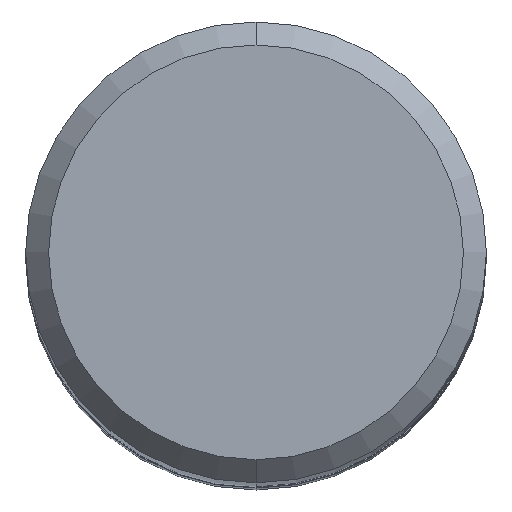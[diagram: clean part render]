
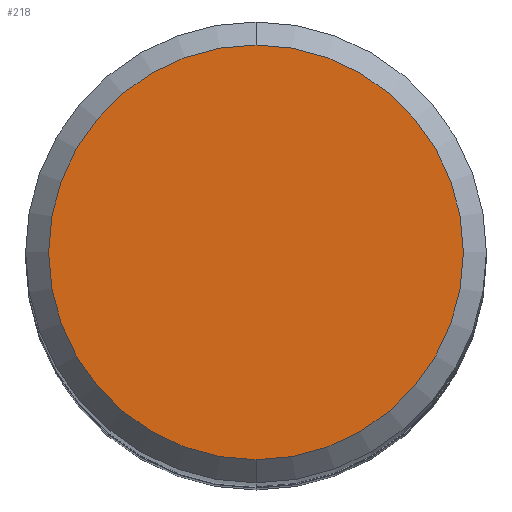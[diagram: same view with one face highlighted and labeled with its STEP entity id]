
A CAD part, top view. The second image highlights one B-rep face of the part: STEP entity #218.
In plain terms, the highlighted planar face has unit normal (0, 0, 1).
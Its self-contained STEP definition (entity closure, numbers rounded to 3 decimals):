
#170=EDGE_CURVE('',#254,#248,#351,.T.);
#192=EDGE_CURVE('',#248,#254,#377,.T.);
#218=ADVANCED_FACE('',(#408),#409,.T.);
#248=VERTEX_POINT('',#441);
#254=VERTEX_POINT('',#447);
#351=CIRCLE('',#561,3.6);
#377=CIRCLE('',#594,3.6);
#408=FACE_OUTER_BOUND('',#634,.T.);
#409=PLANE('',#635);
#441=CARTESIAN_POINT('',(0.,-3.6,0.0));
#447=CARTESIAN_POINT('',(0.0,3.6,0.0));
#561=AXIS2_PLACEMENT_3D('',#788,#789,#790);
#594=AXIS2_PLACEMENT_3D('',#823,#824,#825);
#634=EDGE_LOOP('',(#857,#858));
#635=AXIS2_PLACEMENT_3D('',#859,#860,#861);
#788=CARTESIAN_POINT('',(0.0,0.0,0.0));
#789=DIRECTION('',(0.0,0.0,-1.0));
#790=DIRECTION('',(0.0,1.0,0.0));
#823=CARTESIAN_POINT('',(0.0,0.0,0.0));
#824=DIRECTION('',(0.0,0.0,-1.0));
#825=DIRECTION('',(0.0,1.0,0.0));
#857=ORIENTED_EDGE('',*,*,#170,.F.);
#858=ORIENTED_EDGE('',*,*,#192,.F.);
#859=CARTESIAN_POINT('',(0.0,1.8,0.0));
#860=DIRECTION('',(-0.0,0.0,1.0));
#861=DIRECTION('',(0.0,-1.0,0.0));
